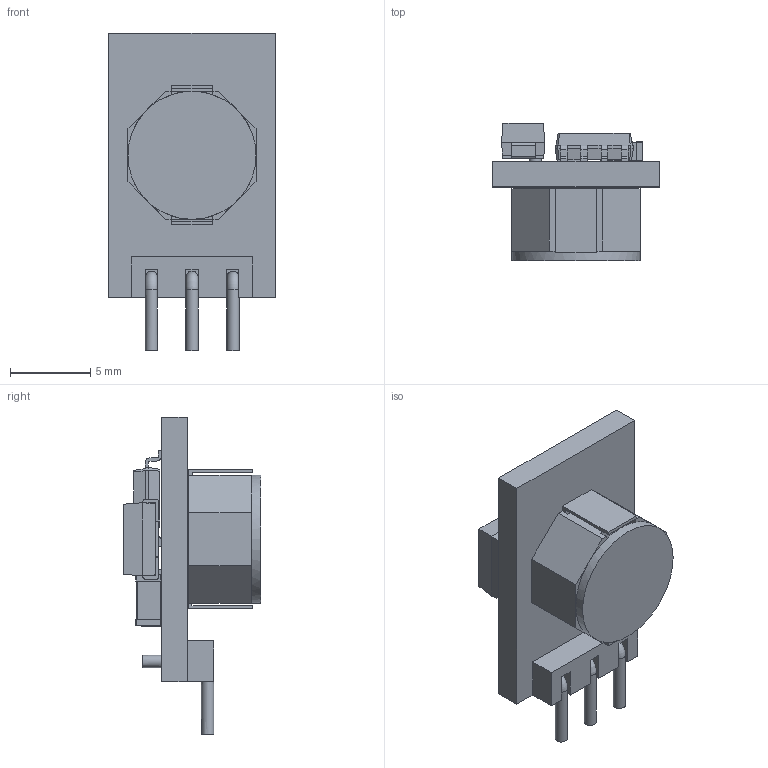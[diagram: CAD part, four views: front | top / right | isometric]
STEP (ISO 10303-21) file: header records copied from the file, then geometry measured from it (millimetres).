
FILE_DESCRIPTION(('FreeCAD Model'),'2;1');
FILE_NAME('Converter_DCDC_muRata_OKI-78SR_vertical.step','2018-09-27T16:22:14',( 'kicad StepUp'),('ksu MCAD'),'Open CASCADE STEP processor 7.2', 'FreeCAD','Unknown');
FILE_SCHEMA(('AUTOMOTIVE_DESIGN { 1 0 10303 214 1 1 1 1 }'));
Length unit declared in the file: millimetre
Products named in the file (1): Converter_DCDC_muRata_OKI-78SR_vertical
Bounding box: 10.41 x 8.6 x 19.83 mm (x, y, z)
Volume: 531.3 mm3; surface area: 1186.3 mm2
Topology: 6 solids, 6 shells, 383 faces, 1048 edges, 674 vertices
Faces by surface type: plane 245, cylinder 91, bspline 42, torus 5
Full cylindrical faces by diameter (mm): 0.6 x1, 0.762 x6, 1 x3, 3 x1, 5 x1, 6.3 x1, 8 x1
Entity records: 8581 total; most frequent: ORIENTED_EDGE 1679, CARTESIAN_POINT 1566, EDGE_CURVE 1048, VERTEX_POINT 674, LINE 655, AXIS2_PLACEMENT_3D 472, FACE_BOUND 416, EDGE_LOOP 416
